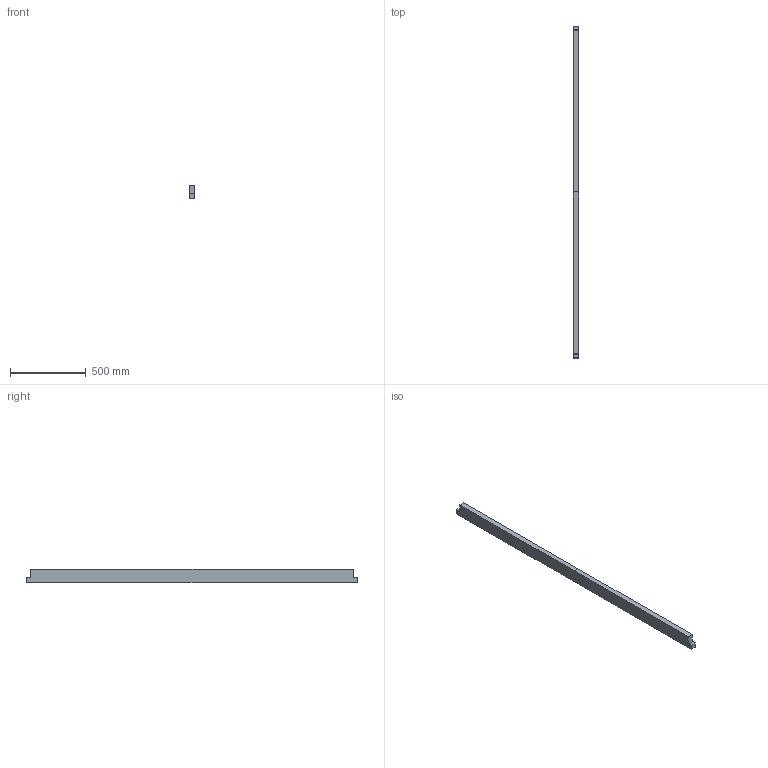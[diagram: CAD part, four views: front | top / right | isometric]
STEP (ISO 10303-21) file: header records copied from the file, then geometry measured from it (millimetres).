
FILE_DESCRIPTION(('CATIA V5 STEP Exchange'),'2;1');
FILE_NAME('TeamDesk_1.6_BarreCentrale.stp','2018-11-01T13:38:29+00:00',('none'),('none'),'CATIA Version 5 Release 20 GA (IN-10)','CATIA V5 STEP AP203','none');
FILE_SCHEMA(('CONFIG_CONTROL_DESIGN'));
Length unit declared in the file: millimetre
Products named in the file (1): TeamDesk_1.6_BarreCentrale
Bounding box: 35 x 2186 x 88 mm (x, y, z)
Volume: 6627151.6 mm3; surface area: 538202 mm2
Topology: 1 solids, 1 shells, 14 faces, 36 edges, 24 vertices
Faces by surface type: plane 12, cylinder 2
Entity records: 447 total; most frequent: CARTESIAN_POINT 72, ORIENTED_EDGE 72, DIRECTION 58, EDGE_CURVE 36, VECTOR 32, LINE 32, VERTEX_POINT 24, AXIS2_PLACEMENT_3D 16
